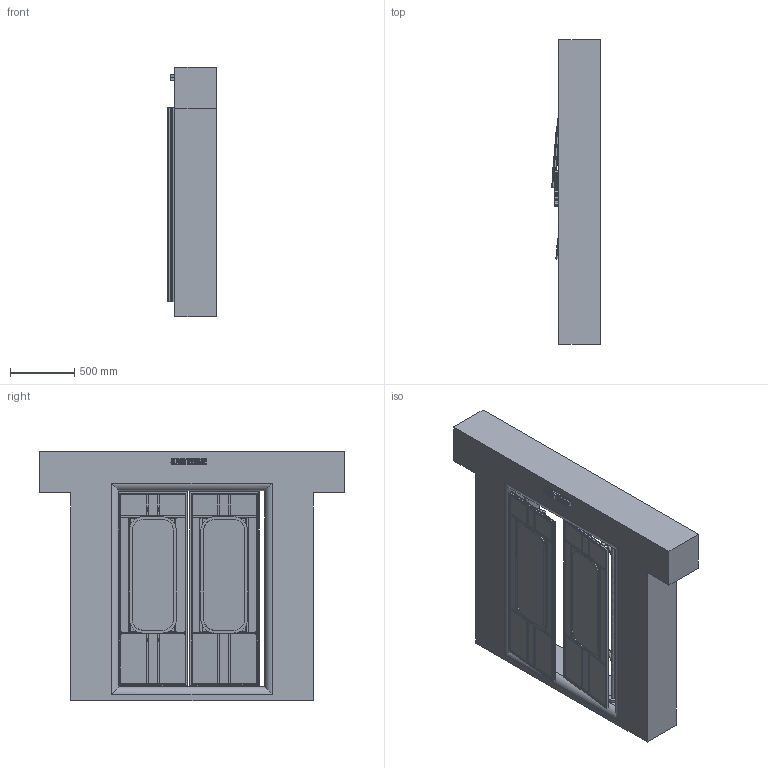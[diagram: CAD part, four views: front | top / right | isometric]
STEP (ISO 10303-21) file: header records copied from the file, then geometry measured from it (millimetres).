
FILE_DESCRIPTION(('FreeCAD Model'),'2;1');
FILE_NAME('Open CASCADE Shape Model','2025-05-04T20:39:54',('FreeCAD'),( 'FreeCAD'),'Open CASCADE STEP processor 7.6','FreeCAD','Unknown');
FILE_SCHEMA(('AUTOMOTIVE_DESIGN { 1 0 10303 214 1 1 1 1 }'));
Products named in the file (1): Open CASCADE STEP translator 7.6 1
Bounding box: 379.78 x 2373.16 x 1941.68 mm (x, y, z)
Volume: 623066940.9 mm3; surface area: 19663978.5 mm2
Topology: 87 solids, 88 shells, 1455 faces, 3495 edges, 2254 vertices
Faces by surface type: bspline 1455
Entity records: 42942 total; most frequent: CARTESIAN_POINT 21909, ORIENTED_EDGE 6990, EDGE_CURVE 3495, B_SPLINE_CURVE_WITH_KNOTS 2415, VERTEX_POINT 2254, FACE_BOUND 1701, EDGE_LOOP 1701, ADVANCED_FACE 1455
